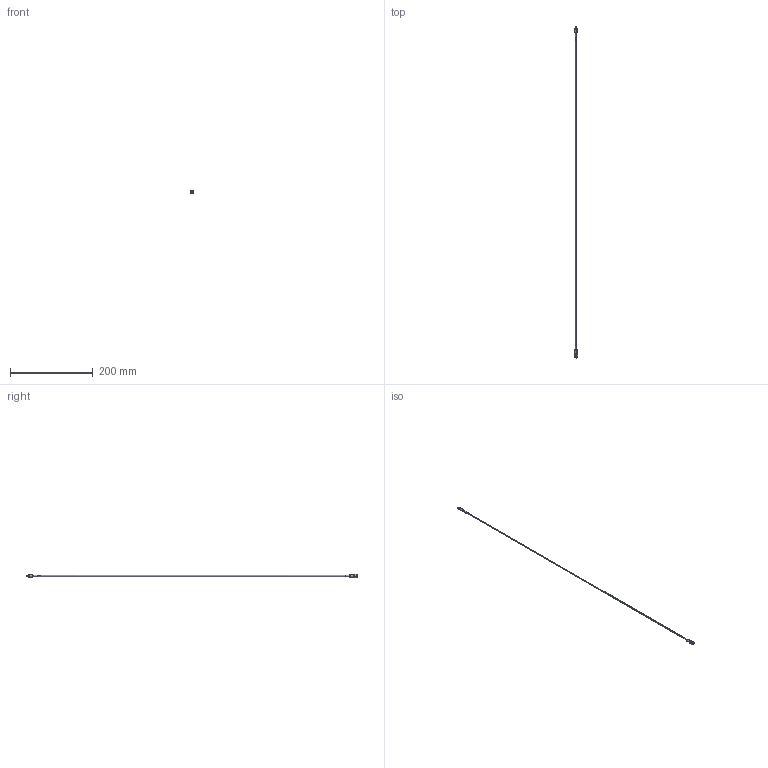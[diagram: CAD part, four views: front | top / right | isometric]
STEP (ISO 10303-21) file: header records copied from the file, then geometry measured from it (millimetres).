
FILE_DESCRIPTION (( 'STEP AP203' ), '1' );
FILE_NAME ('INGUN_SE-EF316D-50MCXMG080SMAMG.STEP', '2024-06-27T08:56:38', ( '' ), ( '' ), 'SwSTEP 2.0', 'SolidWorks 2023', '' );
FILE_SCHEMA (( 'CONFIG_CONTROL_DESIGN' ));
Length unit declared in the file: millimetre
Products named in the file (1): INGUN_SE-EF316D-50MCXMG080SMAMG
Bounding box: 9.24 x 800 x 8 mm (x, y, z)
Volume: 4706.5 mm3; surface area: 7113 mm2
Topology: 1 solids, 1 shells, 300 faces, 787 edges, 503 vertices
Faces by surface type: cylinder 85, plane 79, torus 62, cone 52, bspline 22
Entity records: 10433 total; most frequent: CARTESIAN_POINT 3209, ORIENTED_EDGE 1574, DIRECTION 1432, EDGE_CURVE 787, AXIS2_PLACEMENT_3D 600, VERTEX_POINT 503, CIRCLE 321, EDGE_LOOP 314
